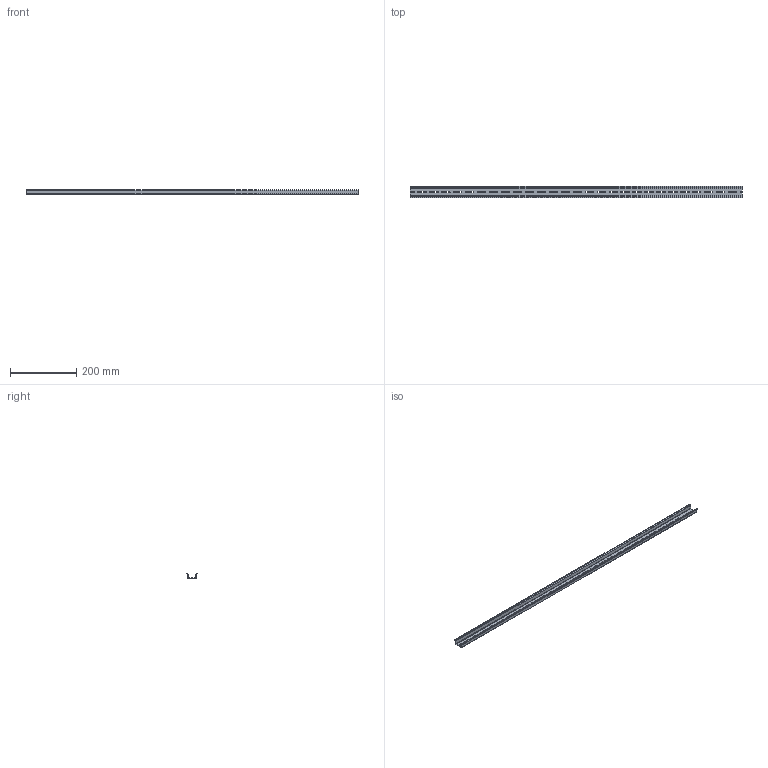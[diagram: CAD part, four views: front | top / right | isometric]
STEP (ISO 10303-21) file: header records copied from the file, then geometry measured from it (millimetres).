
FILE_DESCRIPTION(('CATIA V5 STEP Exchange','CAx-IF Rec.Pracs.--- Model Styling and Organization---1.4--- 2014-01-23'),'2;1');
FILE_NAME ('001246-5_3_0236510000_0236510000.stp','2023-02-07T11:54:51+00:00',('none'),('Weidmueller'),'CATIA Version 5-6 Release 2016 SP3 HF44','CATIA V5 STEP AP214','none');
FILE_SCHEMA(('AUTOMOTIVE_DESIGN { 1 0 10303 214 1 1 1 1 }'));
Length unit declared in the file: millimetre
Products named in the file (1): TS 35X15_LL 2M_ST_ZN
Bounding box: 1000 x 35 x 15 mm (x, y, z)
Volume: 82436.8 mm3; surface area: 116378.4 mm2
Topology: 1 solids, 1 shells, 140 faces, 414 edges, 276 vertices
Faces by surface type: plane 76, cylinder 64
Entity records: 4435 total; most frequent: ORIENTED_EDGE 828, CARTESIAN_POINT 805, DIRECTION 567, EDGE_CURVE 414, VECTOR 284, LINE 284, VERTEX_POINT 276, AXIS2_PLACEMENT_3D 203
